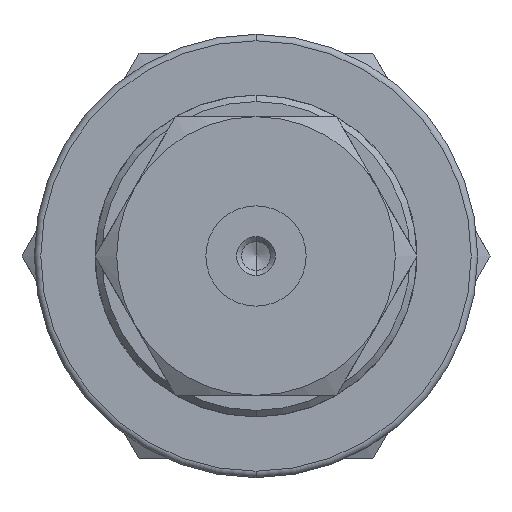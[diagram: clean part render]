
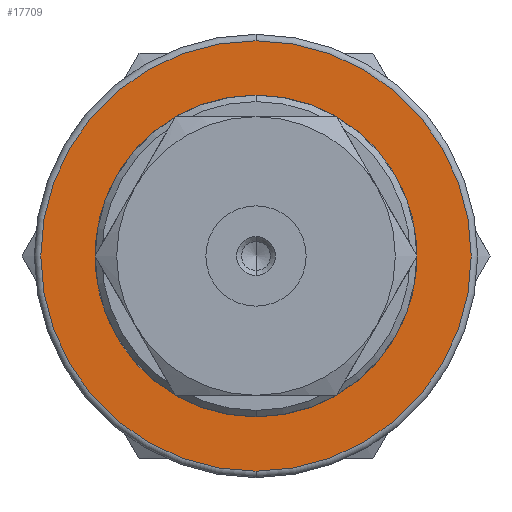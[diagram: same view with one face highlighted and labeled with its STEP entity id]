
A CAD part, left-side view. The second image highlights one B-rep face of the part: STEP entity #17709.
In plain terms, the highlighted planar face has unit normal (-1, 0, 0).
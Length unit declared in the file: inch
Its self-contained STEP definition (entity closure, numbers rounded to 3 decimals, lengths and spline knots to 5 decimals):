
#1543 = PLANE ( 'NONE',  #22230 ) ;
#1562 = EDGE_CURVE ( 'NONE', #10742, #4098, #19551, .T. ) ;
#1614 = ORIENTED_EDGE ( 'NONE', *, *, #11866, .F. ) ;
#2851 = DIRECTION ( 'NONE',  ( 0., 0., -1. ) ) ;
#2933 = CIRCLE ( 'NONE', #24885, 0.33449 ) ;
#3833 = DIRECTION ( 'NONE',  ( 0., 0., -1. ) ) ;
#3902 = DIRECTION ( 'NONE',  ( 0., 0., -1. ) ) ;
#4098 = VERTEX_POINT ( 'NONE', #25952 ) ;
#4496 = CIRCLE ( 'NONE', #15906, 0.25 ) ;
#4589 = EDGE_LOOP ( 'NONE', ( #12510, #1614 ) ) ;
#4911 = EDGE_LOOP ( 'NONE', ( #22981, #15958, #7788, #16385 ) ) ;
#5131 = DIRECTION ( 'NONE',  ( 0., 1., 0. ) ) ;
#6035 = CARTESIAN_POINT ( 'NONE',  ( -0.87874, 0., 0. ) ) ;
#7111 = CARTESIAN_POINT ( 'NONE',  ( -0.87874, 0., 0.33449 ) ) ;
#7680 = DIRECTION ( 'NONE',  ( 0., 0., -1. ) ) ;
#7788 = ORIENTED_EDGE ( 'NONE', *, *, #1562, .T. ) ;
#7902 = DIRECTION ( 'NONE',  ( 1., 0., 0. ) ) ;
#9471 = CARTESIAN_POINT ( 'NONE',  ( -0.87874, 0., 0. ) ) ;
#9853 = EDGE_CURVE ( 'NONE', #21569, #19927, #4496, .T. ) ;
#10742 = VERTEX_POINT ( 'NONE', #13654 ) ;
#11071 = LINE ( 'NONE', #19424, #12165 ) ;
#11291 = DIRECTION ( 'NONE',  ( 1., 0., 0. ) ) ;
#11694 = VECTOR ( 'NONE', #12292, 39.37008 ) ;
#11804 = DIRECTION ( 'NONE',  ( 1., 0., 0. ) ) ;
#11866 = EDGE_CURVE ( 'NONE', #24088, #18828, #18735, .T. ) ;
#12150 = CARTESIAN_POINT ( 'NONE',  ( -0.87874, 0.33449, 0. ) ) ;
#12165 = VECTOR ( 'NONE', #5131, 39.37008 ) ;
#12183 = AXIS2_PLACEMENT_3D ( 'NONE', #6035, #16462, #3833 ) ;
#12292 = DIRECTION ( 'NONE',  ( 0., 1., 0. ) ) ;
#12406 = CARTESIAN_POINT ( 'NONE',  ( -0.87874, 0.12147, 0.2185 ) ) ;
#12510 = ORIENTED_EDGE ( 'NONE', *, *, #14689, .F. ) ;
#13337 = CARTESIAN_POINT ( 'NONE',  ( -0.87874, 0., 0. ) ) ;
#13437 = DIRECTION ( 'NONE',  ( 1., 0., 0. ) ) ;
#13572 = CARTESIAN_POINT ( 'NONE',  ( -0.87874, 0., 0. ) ) ;
#13654 = CARTESIAN_POINT ( 'NONE',  ( -0.87874, -0.12147, 0.2185 ) ) ;
#14073 = FACE_BOUND ( 'NONE', #4911, .T. ) ;
#14689 = EDGE_CURVE ( 'NONE', #18828, #24088, #2933, .T. ) ;
#14912 = CARTESIAN_POINT ( 'NONE',  ( -0.87874, 0.12147, -0.2185 ) ) ;
#14975 = CARTESIAN_POINT ( 'NONE',  ( -0.87874, 0., -0.33449 ) ) ;
#15906 = AXIS2_PLACEMENT_3D ( 'NONE', #9471, #11804, #7680 ) ;
#15958 = ORIENTED_EDGE ( 'NONE', *, *, #21902, .F. ) ;
#16269 = LINE ( 'NONE', #24930, #11694 ) ;
#16385 = ORIENTED_EDGE ( 'NONE', *, *, #17113, .T. ) ;
#16462 = DIRECTION ( 'NONE',  ( 1., 0., 0. ) ) ;
#17113 = EDGE_CURVE ( 'NONE', #4098, #21569, #16269, .T. ) ;
#17709 = ADVANCED_FACE ( 'NONE', ( #14073, #18176 ), #1543, .F. ) ;
#18176 = FACE_OUTER_BOUND ( 'NONE', #4589, .T. ) ;
#18735 = CIRCLE ( 'NONE', #12183, 0.33449 ) ;
#18828 = VERTEX_POINT ( 'NONE', #14975 ) ;
#19424 = CARTESIAN_POINT ( 'NONE',  ( -0.87874, -0.34449, 0.2185 ) ) ;
#19551 = CIRCLE ( 'NONE', #21332, 0.25 ) ;
#19927 = VERTEX_POINT ( 'NONE', #12406 ) ;
#21332 = AXIS2_PLACEMENT_3D ( 'NONE', #13337, #11291, #21980 ) ;
#21569 = VERTEX_POINT ( 'NONE', #14912 ) ;
#21902 = EDGE_CURVE ( 'NONE', #10742, #19927, #11071, .T. ) ;
#21980 = DIRECTION ( 'NONE',  ( 0., 0., -1. ) ) ;
#22230 = AXIS2_PLACEMENT_3D ( 'NONE', #12150, #7902, #3902 ) ;
#22981 = ORIENTED_EDGE ( 'NONE', *, *, #9853, .T. ) ;
#24088 = VERTEX_POINT ( 'NONE', #7111 ) ;
#24885 = AXIS2_PLACEMENT_3D ( 'NONE', #13572, #13437, #2851 ) ;
#24930 = CARTESIAN_POINT ( 'NONE',  ( -0.87874, -0.34449, -0.2185 ) ) ;
#25952 = CARTESIAN_POINT ( 'NONE',  ( -0.87874, -0.12147, -0.2185 ) ) ;
